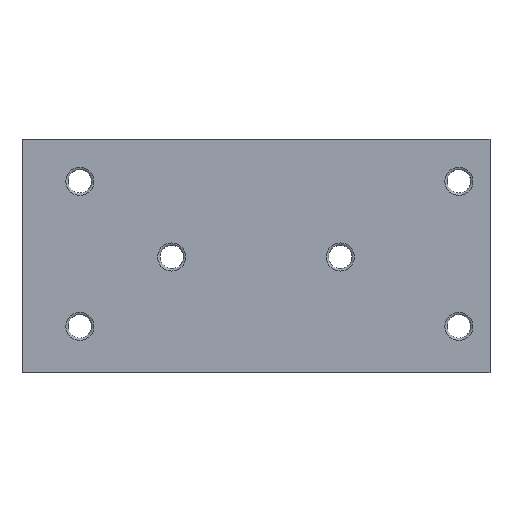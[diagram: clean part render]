
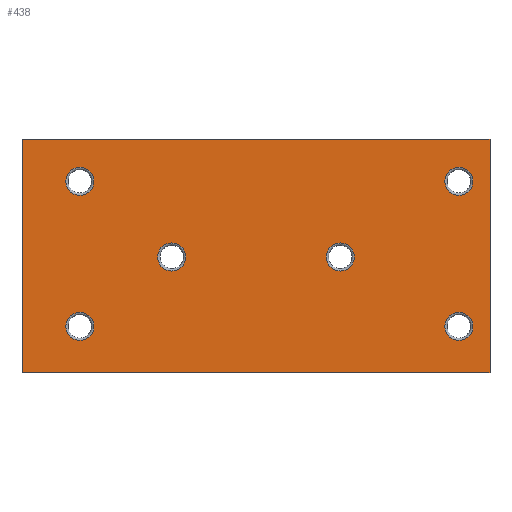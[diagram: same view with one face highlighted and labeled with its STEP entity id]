
A CAD part, front view. The second image highlights one B-rep face of the part: STEP entity #438.
In plain terms, the highlighted planar face has unit normal (0, -1, 0).
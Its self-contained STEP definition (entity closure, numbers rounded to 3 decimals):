
#21=FACE_BOUND('',#101,.T.);
#22=FACE_BOUND('',#102,.T.);
#23=FACE_BOUND('',#103,.T.);
#24=FACE_BOUND('',#104,.T.);
#25=FACE_BOUND('',#105,.T.);
#26=FACE_BOUND('',#106,.T.);
#33=LINE('',#723,#51);
#34=LINE('',#725,#52);
#35=LINE('',#727,#53);
#36=LINE('',#728,#54);
#51=VECTOR('',#561,10.);
#52=VECTOR('',#562,10.);
#53=VECTOR('',#563,10.);
#54=VECTOR('',#564,10.);
#69=PLANE('',#480);
#76=FACE_OUTER_BOUND('',#100,.T.);
#100=EDGE_LOOP('',(#298,#299,#300,#301));
#101=EDGE_LOOP('',(#302));
#102=EDGE_LOOP('',(#303));
#103=EDGE_LOOP('',(#304));
#104=EDGE_LOOP('',(#305));
#105=EDGE_LOOP('',(#306));
#106=EDGE_LOOP('',(#307));
#135=CIRCLE('',#476,3.);
#139=CIRCLE('',#481,3.);
#140=CIRCLE('',#482,3.);
#141=CIRCLE('',#483,3.);
#142=CIRCLE('',#484,3.);
#143=CIRCLE('',#485,3.);
#183=VERTEX_POINT('',#713);
#186=VERTEX_POINT('',#721);
#187=VERTEX_POINT('',#722);
#188=VERTEX_POINT('',#724);
#189=VERTEX_POINT('',#726);
#190=VERTEX_POINT('',#729);
#191=VERTEX_POINT('',#731);
#192=VERTEX_POINT('',#733);
#193=VERTEX_POINT('',#735);
#194=VERTEX_POINT('',#737);
#227=EDGE_CURVE('',#183,#183,#135,.T.);
#231=EDGE_CURVE('',#186,#187,#33,.T.);
#232=EDGE_CURVE('',#187,#188,#34,.T.);
#233=EDGE_CURVE('',#188,#189,#35,.T.);
#234=EDGE_CURVE('',#189,#186,#36,.T.);
#235=EDGE_CURVE('',#190,#190,#139,.T.);
#236=EDGE_CURVE('',#191,#191,#140,.T.);
#237=EDGE_CURVE('',#192,#192,#141,.T.);
#238=EDGE_CURVE('',#193,#193,#142,.T.);
#239=EDGE_CURVE('',#194,#194,#143,.T.);
#298=ORIENTED_EDGE('',*,*,#231,.T.);
#299=ORIENTED_EDGE('',*,*,#232,.T.);
#300=ORIENTED_EDGE('',*,*,#233,.T.);
#301=ORIENTED_EDGE('',*,*,#234,.T.);
#302=ORIENTED_EDGE('',*,*,#235,.F.);
#303=ORIENTED_EDGE('',*,*,#236,.F.);
#304=ORIENTED_EDGE('',*,*,#237,.F.);
#305=ORIENTED_EDGE('',*,*,#238,.F.);
#306=ORIENTED_EDGE('',*,*,#239,.F.);
#307=ORIENTED_EDGE('',*,*,#227,.F.);
#438=ADVANCED_FACE('',(#76,#21,#22,#23,#24,#25,#26),#69,.F.);
#476=AXIS2_PLACEMENT_3D('',#714,#551,#552);
#480=AXIS2_PLACEMENT_3D('',#720,#559,#560);
#481=AXIS2_PLACEMENT_3D('',#730,#565,#566);
#482=AXIS2_PLACEMENT_3D('',#732,#567,#568);
#483=AXIS2_PLACEMENT_3D('',#734,#569,#570);
#484=AXIS2_PLACEMENT_3D('',#736,#571,#572);
#485=AXIS2_PLACEMENT_3D('',#738,#573,#574);
#551=DIRECTION('center_axis',(0.,-1.,0.));
#552=DIRECTION('ref_axis',(1.,0.,0.));
#559=DIRECTION('center_axis',(0.,1.,0.));
#560=DIRECTION('ref_axis',(1.,0.,0.));
#561=DIRECTION('',(-1.,0.,0.));
#562=DIRECTION('',(0.,0.,-1.));
#563=DIRECTION('',(1.,0.,0.));
#564=DIRECTION('',(0.,0.,1.));
#565=DIRECTION('center_axis',(0.,-1.,0.));
#566=DIRECTION('ref_axis',(1.,0.,0.));
#567=DIRECTION('center_axis',(0.,-1.,0.));
#568=DIRECTION('ref_axis',(1.,0.,0.));
#569=DIRECTION('center_axis',(0.,-1.,0.));
#570=DIRECTION('ref_axis',(1.,0.,0.));
#571=DIRECTION('center_axis',(0.,-1.,0.));
#572=DIRECTION('ref_axis',(1.,0.,0.));
#573=DIRECTION('center_axis',(0.,-1.,0.));
#574=DIRECTION('ref_axis',(1.,0.,0.));
#713=CARTESIAN_POINT('',(19.355,0.,-36.231));
#714=CARTESIAN_POINT('Origin',(19.355,0.,-33.231));
#720=CARTESIAN_POINT('Origin',(56.993,0.,-18.175));
#721=CARTESIAN_POINT('',(106.993,0.,6.825));
#722=CARTESIAN_POINT('',(6.993,0.,6.825));
#723=CARTESIAN_POINT('',(106.993,0.,6.825));
#724=CARTESIAN_POINT('',(6.993,0.,-43.175));
#725=CARTESIAN_POINT('',(6.993,0.,6.825));
#726=CARTESIAN_POINT('',(106.993,0.,-43.175));
#727=CARTESIAN_POINT('',(6.993,0.,-43.175));
#728=CARTESIAN_POINT('',(106.993,0.,-43.175));
#729=CARTESIAN_POINT('',(19.355,0.,-5.231));
#730=CARTESIAN_POINT('Origin',(19.355,0.,-2.231));
#731=CARTESIAN_POINT('',(74.991,0.,-21.389));
#732=CARTESIAN_POINT('Origin',(74.991,0.,-18.389));
#733=CARTESIAN_POINT('',(100.355,0.,-5.231));
#734=CARTESIAN_POINT('Origin',(100.355,0.,-2.231));
#735=CARTESIAN_POINT('',(100.355,0.,-36.231));
#736=CARTESIAN_POINT('Origin',(100.355,0.,-33.231));
#737=CARTESIAN_POINT('',(38.991,0.,-21.389));
#738=CARTESIAN_POINT('Origin',(38.991,0.,-18.389));
